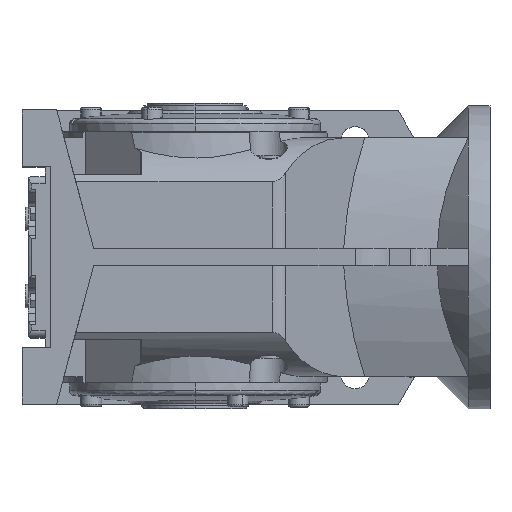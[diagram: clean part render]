
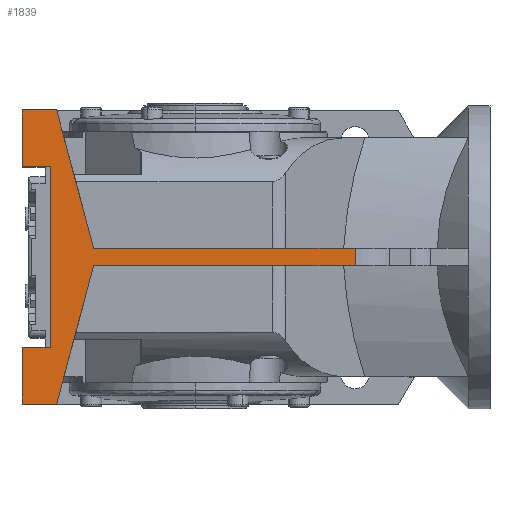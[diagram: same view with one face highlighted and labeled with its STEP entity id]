
A CAD part, top view. The second image highlights one B-rep face of the part: STEP entity #1839.
In plain terms, the highlighted planar face has unit normal (0, 0, 1).
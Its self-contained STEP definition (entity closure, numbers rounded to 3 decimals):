
#1839=ADVANCED_FACE('NONE',(#3924),#3925,.F.);
#3924=FACE_OUTER_BOUND('',#6238,.T.);
#3925=PLANE('',#6239);
#6238=EDGE_LOOP('',(#11858,#11859,#11860,#11861,#11862,#11863,#11864,#11865,#11866,#11867,#11868,#11869));
#6239=AXIS2_PLACEMENT_3D('',#11870,#11871,#11872);
#11858=ORIENTED_EDGE('',*,*,#15985,.F.);
#11859=ORIENTED_EDGE('',*,*,#15986,.T.);
#11860=ORIENTED_EDGE('',*,*,#15987,.F.);
#11861=ORIENTED_EDGE('',*,*,#15988,.T.);
#11862=ORIENTED_EDGE('',*,*,#15989,.T.);
#11863=ORIENTED_EDGE('',*,*,#15990,.T.);
#11864=ORIENTED_EDGE('',*,*,#15991,.T.);
#11865=ORIENTED_EDGE('',*,*,#15972,.F.);
#11866=ORIENTED_EDGE('',*,*,#15992,.F.);
#11867=ORIENTED_EDGE('',*,*,#15993,.T.);
#11868=ORIENTED_EDGE('',*,*,#15994,.T.);
#11869=ORIENTED_EDGE('',*,*,#15995,.F.);
#11870=CARTESIAN_POINT('',(-200.0,-170.0,185.0));
#11871=DIRECTION('',(0.0,0.0,-1.0));
#11872=DIRECTION('',(0.0,1.0,0.0));
#15972=EDGE_CURVE('NONE',#19812,#19814,#19815,.T.);
#15985=EDGE_CURVE('NONE',#19833,#19834,#19835,.T.);
#15986=EDGE_CURVE('NONE',#19833,#19836,#19837,.T.);
#15987=EDGE_CURVE('NONE',#19838,#19836,#19839,.T.);
#15988=EDGE_CURVE('NONE',#19838,#19840,#19841,.T.);
#15989=EDGE_CURVE('NONE',#19840,#19842,#19843,.T.);
#15990=EDGE_CURVE('NONE',#19842,#19844,#19845,.T.);
#15991=EDGE_CURVE('NONE',#19844,#19814,#19846,.T.);
#15992=EDGE_CURVE('NONE',#19847,#19812,#19848,.T.);
#15993=EDGE_CURVE('NONE',#19847,#19849,#19850,.T.);
#15994=EDGE_CURVE('NONE',#19849,#19851,#19852,.T.);
#15995=EDGE_CURVE('NONE',#19834,#19851,#19853,.T.);
#19812=VERTEX_POINT('NONE',#28419);
#19814=VERTEX_POINT('NONE',#28422);
#19815=LINE('',#28423,#28424);
#19833=VERTEX_POINT('NONE',#28450);
#19834=VERTEX_POINT('NONE',#28451);
#19835=LINE('',#28452,#28453);
#19836=VERTEX_POINT('NONE',#28454);
#19837=LINE('',#28455,#28456);
#19838=VERTEX_POINT('NONE',#28457);
#19839=LINE('',#28458,#28459);
#19840=VERTEX_POINT('NONE',#28460);
#19841=LINE('',#28461,#28462);
#19842=VERTEX_POINT('NONE',#28463);
#19843=LINE('',#28464,#28465);
#19844=VERTEX_POINT('NONE',#28466);
#19845=LINE('',#28467,#28468);
#19846=LINE('',#28469,#28470);
#19847=VERTEX_POINT('NONE',#28471);
#19848=LINE('',#28472,#28473);
#19849=VERTEX_POINT('NONE',#28474);
#19850=LINE('',#28475,#28476);
#19851=VERTEX_POINT('NONE',#28477);
#19852=LINE('',#28478,#28479);
#19853=LINE('',#28480,#28481);
#28419=CARTESIAN_POINT('',(-200.0,104.5,185.0));
#28422=CARTESIAN_POINT('',(-200.0,170.0,185.0));
#28423=CARTESIAN_POINT('',(-200.0,-170.0,185.0));
#28424=VECTOR('',#31866,1000.0);
#28450=CARTESIAN_POINT('',(-160.0,-170.0,185.0));
#28451=CARTESIAN_POINT('',(-200.0,-170.0,185.0));
#28452=CARTESIAN_POINT('',(-200.0,-170.0,185.0));
#28453=VECTOR('',#31878,1000.0);
#28454=CARTESIAN_POINT('',(-117.128,-10.0,185.0));
#28455=CARTESIAN_POINT('',(-117.128,-10.0,185.0));
#28456=VECTOR('',#31879,1000.0);
#28457=CARTESIAN_POINT('',(185.0,-10.0,185.0));
#28458=CARTESIAN_POINT('',(-160.0,-10.0,185.0));
#28459=VECTOR('',#31880,1000.0);
#28460=CARTESIAN_POINT('',(185.0,10.0,185.0));
#28461=CARTESIAN_POINT('',(185.0,-10.0,185.0));
#28462=VECTOR('',#31881,1000.0);
#28463=CARTESIAN_POINT('',(-117.128,10.0,185.0));
#28464=CARTESIAN_POINT('',(-160.0,10.0,185.0));
#28465=VECTOR('',#31882,1000.0);
#28466=CARTESIAN_POINT('',(-160.0,170.0,185.0));
#28467=CARTESIAN_POINT('',(-160.0,170.0,185.0));
#28468=VECTOR('',#31883,1000.0);
#28469=CARTESIAN_POINT('',(-200.0,170.0,185.0));
#28470=VECTOR('',#31884,1000.0);
#28471=CARTESIAN_POINT('',(-167.0,104.5,185.0));
#28472=CARTESIAN_POINT('',(-167.0,104.5,185.0));
#28473=VECTOR('',#31885,1000.0);
#28474=CARTESIAN_POINT('',(-167.0,-104.5,185.0));
#28475=CARTESIAN_POINT('',(-167.0,104.5,185.0));
#28476=VECTOR('',#31886,1000.0);
#28477=CARTESIAN_POINT('',(-200.0,-104.5,185.0));
#28478=CARTESIAN_POINT('',(-167.0,-104.5,185.0));
#28479=VECTOR('',#31887,1000.0);
#28480=CARTESIAN_POINT('',(-200.0,-170.0,185.0));
#28481=VECTOR('',#31888,1000.0);
#31866=DIRECTION('',(-0.0,1.0,-0.0));
#31878=DIRECTION('',(-1.0,0.0,-0.0));
#31879=DIRECTION('',(0.259,0.966,0.0));
#31880=DIRECTION('',(-1.0,0.0,-0.0));
#31881=DIRECTION('',(-0.0,1.0,-0.0));
#31882=DIRECTION('',(-1.0,0.0,-0.0));
#31883=DIRECTION('',(-0.259,0.966,-0.0));
#31884=DIRECTION('',(-1.0,0.0,-0.0));
#31885=DIRECTION('',(-1.0,0.0,0.0));
#31886=DIRECTION('',(0.0,-1.0,0.0));
#31887=DIRECTION('',(-1.0,0.0,0.0));
#31888=DIRECTION('',(-0.0,1.0,-0.0));
